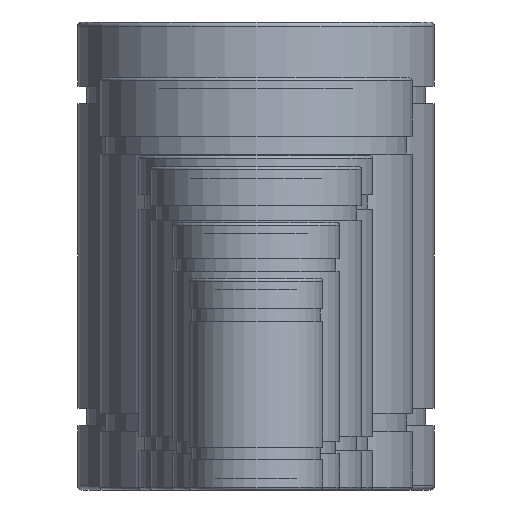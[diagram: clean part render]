
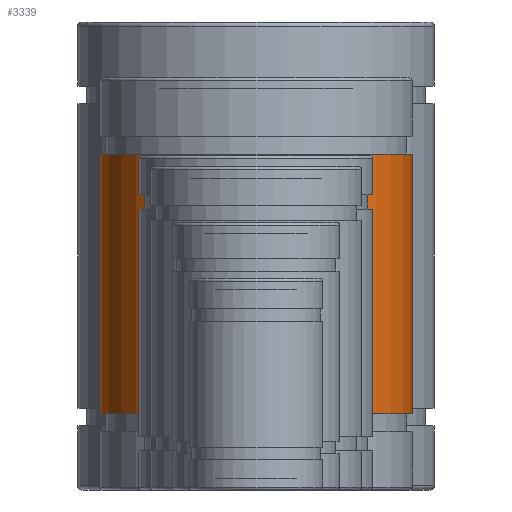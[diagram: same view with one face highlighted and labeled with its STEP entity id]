
A CAD part, left-side view. The second image highlights one B-rep face of the part: STEP entity #3339.
In plain terms, the highlighted cylindrical face has radius 14 mm (diameter 28 mm), a full revolution.
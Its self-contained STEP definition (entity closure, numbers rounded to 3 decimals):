
#3289=CARTESIAN_POINT('',(100.,0.,37.));
#3290=DIRECTION('',(0.,0.,-1.));
#3291=DIRECTION('',(-1.,0.,0.));
#3292=AXIS2_PLACEMENT_3D('',#3289,#3290,#3291);
#3293=CYLINDRICAL_SURFACE('',#3292,14.);
#3294=CARTESIAN_POINT('',(86.,0.,6.85));
#3295=VERTEX_POINT('',#3294);
#3296=CARTESIAN_POINT('',(86.,0.,30.15));
#3297=VERTEX_POINT('',#3296);
#3298=CARTESIAN_POINT('',(86.,0.,6.85));
#3299=DIRECTION('',(-0.,-0.,1.));
#3300=VECTOR('',#3299,23.3);
#3301=LINE('',#3298,#3300);
#3302=EDGE_CURVE('',#3295,#3297,#3301,.T.);
#3303=ORIENTED_EDGE('',*,*,#3302,.T.);
#3304=CARTESIAN_POINT('',(114.,-0.,30.15));
#3305=VERTEX_POINT('',#3304);
#3306=CARTESIAN_POINT('',(100.,0.,30.15));
#3307=DIRECTION('',(0.,0.,1.));
#3308=DIRECTION('',(1.,0.,-0.));
#3309=AXIS2_PLACEMENT_3D('',#3306,#3307,#3308);
#3310=CIRCLE('',#3309,14.);
#3311=EDGE_CURVE('',#3305,#3297,#3310,.T.);
#3312=ORIENTED_EDGE('',*,*,#3311,.F.);
#3313=CARTESIAN_POINT('',(100.,0.,30.15));
#3314=DIRECTION('',(0.,0.,1.));
#3315=DIRECTION('',(1.,0.,-0.));
#3316=AXIS2_PLACEMENT_3D('',#3313,#3314,#3315);
#3317=CIRCLE('',#3316,14.);
#3318=EDGE_CURVE('',#3297,#3305,#3317,.T.);
#3319=ORIENTED_EDGE('',*,*,#3318,.F.);
#3320=ORIENTED_EDGE('',*,*,#3302,.F.);
#3321=CARTESIAN_POINT('',(114.,-0.,6.85));
#3322=VERTEX_POINT('',#3321);
#3323=CARTESIAN_POINT('',(100.,0.,6.85));
#3324=DIRECTION('',(0.,0.,1.));
#3325=DIRECTION('',(1.,0.,-0.));
#3326=AXIS2_PLACEMENT_3D('',#3323,#3324,#3325);
#3327=CIRCLE('',#3326,14.);
#3328=EDGE_CURVE('',#3295,#3322,#3327,.T.);
#3329=ORIENTED_EDGE('',*,*,#3328,.T.);
#3330=CARTESIAN_POINT('',(100.,0.,6.85));
#3331=DIRECTION('',(0.,0.,1.));
#3332=DIRECTION('',(1.,0.,-0.));
#3333=AXIS2_PLACEMENT_3D('',#3330,#3331,#3332);
#3334=CIRCLE('',#3333,14.);
#3335=EDGE_CURVE('',#3322,#3295,#3334,.T.);
#3336=ORIENTED_EDGE('',*,*,#3335,.T.);
#3337=EDGE_LOOP('',(#3303,#3312,#3319,#3320,#3329,#3336));
#3338=FACE_BOUND('',#3337,.T.);
#3339=ADVANCED_FACE('',(#3338),#3293,.T.);
